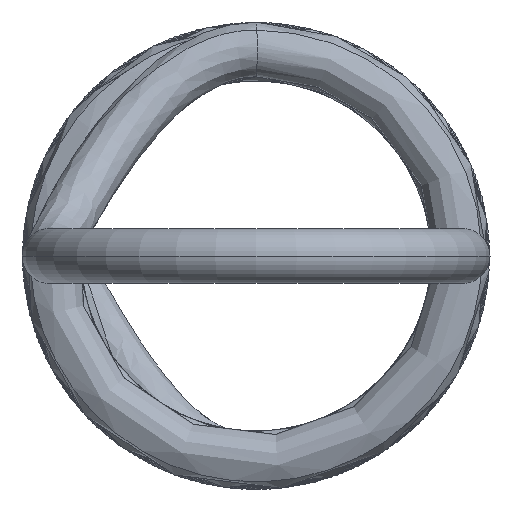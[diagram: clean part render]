
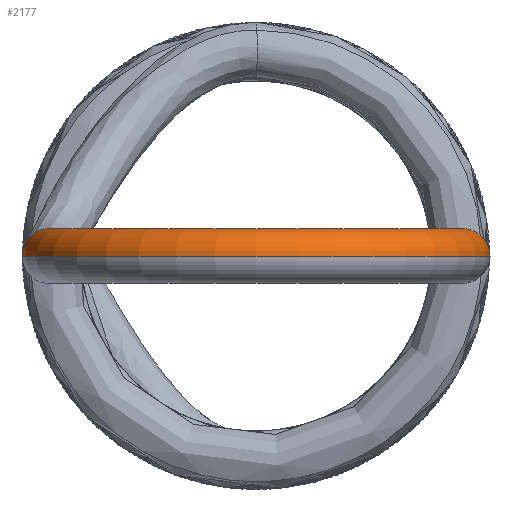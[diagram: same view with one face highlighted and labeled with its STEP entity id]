
A CAD part, left-side view. The second image highlights one B-rep face of the part: STEP entity #2177.
In plain terms, the highlighted toroidal (fillet/blend) face has major radius 2.108 mm and minor radius 0.279 mm.
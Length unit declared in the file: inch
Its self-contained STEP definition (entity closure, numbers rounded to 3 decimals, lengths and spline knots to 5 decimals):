
#237 = VERTEX_POINT ( 'NONE', #4348 ) ;
#271 = VERTEX_POINT ( 'NONE', #6543 ) ;
#379 = AXIS2_PLACEMENT_3D ( 'NONE', #7021, #5911, #960 ) ;
#688 = DIRECTION ( 'NONE',  ( 0., 0., 1. ) ) ;
#960 = DIRECTION ( 'NONE',  ( 0., -1., 0. ) ) ;
#1308 = CIRCLE ( 'NONE', #2222, 0.011 ) ;
#1374 = DIRECTION ( 'NONE',  ( 1., 0., 0. ) ) ;
#1423 = FACE_OUTER_BOUND ( 'NONE', #2116, .T. ) ;
#1708 = TOROIDAL_SURFACE ( 'NONE', #3534, 0.083, 0.011 ) ;
#1893 = DIRECTION ( 'NONE',  ( 1., 0., 0. ) ) ;
#2043 = VERTEX_POINT ( 'NONE', #3029 ) ;
#2050 = CARTESIAN_POINT ( 'NONE',  ( -0.406, 0.072, 0. ) ) ;
#2116 = EDGE_LOOP ( 'NONE', ( #5663, #2341, #5196, #6127 ) ) ;
#2177 = ADVANCED_FACE ( 'NONE', ( #1423 ), #1708, .T. ) ;
#2222 = AXIS2_PLACEMENT_3D ( 'NONE', #3264, #6645, #6570 ) ;
#2341 = ORIENTED_EDGE ( 'NONE', *, *, #2702, .T. ) ;
#2557 = CIRCLE ( 'NONE', #379, 0.011 ) ;
#2702 = EDGE_CURVE ( 'NONE', #271, #2043, #6633, .T. ) ;
#3029 = CARTESIAN_POINT ( 'NONE',  ( -0.406, -0.094, 0. ) ) ;
#3098 = CARTESIAN_POINT ( 'NONE',  ( -0.406, 0., 0. ) ) ;
#3264 = CARTESIAN_POINT ( 'NONE',  ( -0.406, 0.083, 0. ) ) ;
#3417 = CARTESIAN_POINT ( 'NONE',  ( -0.406, 0., 0. ) ) ;
#3534 = AXIS2_PLACEMENT_3D ( 'NONE', #3098, #5199, #1893 ) ;
#3783 = EDGE_CURVE ( 'NONE', #6167, #237, #4210, .T. ) ;
#3916 = DIRECTION ( 'NONE',  ( 1., 0., 0. ) ) ;
#4210 = CIRCLE ( 'NONE', #6808, 0.072 ) ;
#4348 = CARTESIAN_POINT ( 'NONE',  ( -0.406, -0.072, 0. ) ) ;
#4636 = EDGE_CURVE ( 'NONE', #271, #6167, #1308, .T. ) ;
#5006 = DIRECTION ( 'NONE',  ( 0., 0., 1. ) ) ;
#5196 = ORIENTED_EDGE ( 'NONE', *, *, #5475, .T. ) ;
#5199 = DIRECTION ( 'NONE',  ( 0., 0., 1. ) ) ;
#5369 = AXIS2_PLACEMENT_3D ( 'NONE', #6077, #5006, #3916 ) ;
#5475 = EDGE_CURVE ( 'NONE', #2043, #237, #2557, .T. ) ;
#5663 = ORIENTED_EDGE ( 'NONE', *, *, #4636, .F. ) ;
#5911 = DIRECTION ( 'NONE',  ( -1., 0., 0. ) ) ;
#6077 = CARTESIAN_POINT ( 'NONE',  ( -0.406, 0., 0. ) ) ;
#6127 = ORIENTED_EDGE ( 'NONE', *, *, #3783, .F. ) ;
#6167 = VERTEX_POINT ( 'NONE', #2050 ) ;
#6543 = CARTESIAN_POINT ( 'NONE',  ( -0.406, 0.094, 0. ) ) ;
#6570 = DIRECTION ( 'NONE',  ( 0., 1., 0. ) ) ;
#6633 = CIRCLE ( 'NONE', #5369, 0.094 ) ;
#6645 = DIRECTION ( 'NONE',  ( 1., 0., 0. ) ) ;
#6808 = AXIS2_PLACEMENT_3D ( 'NONE', #3417, #688, #1374 ) ;
#7021 = CARTESIAN_POINT ( 'NONE',  ( -0.406, -0.083, 0. ) ) ;
